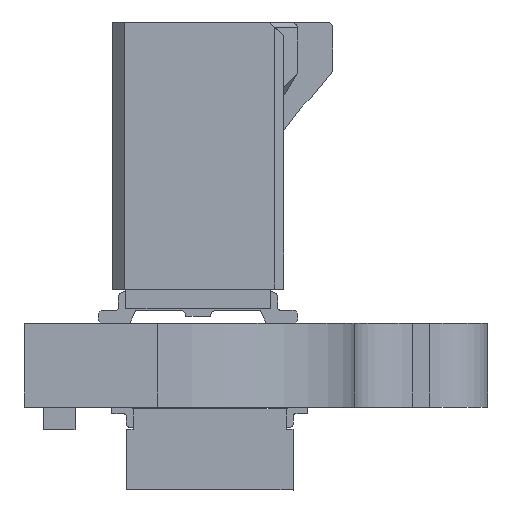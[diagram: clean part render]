
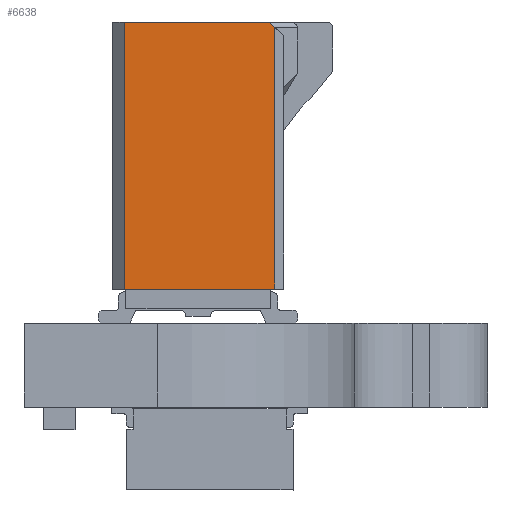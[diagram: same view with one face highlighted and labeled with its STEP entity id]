
A CAD part, left-side view. The second image highlights one B-rep face of the part: STEP entity #6638.
In plain terms, the highlighted face is planar.
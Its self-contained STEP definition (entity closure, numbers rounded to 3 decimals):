
#4701 = VERTEX_POINT('',#4702);
#4702 = CARTESIAN_POINT('',(28.988,-0.982,
    53.895));
#4708 = EDGE_CURVE('',#4701,#4709,#4711,.T.);
#4709 = VERTEX_POINT('',#4710);
#4710 = CARTESIAN_POINT('',(26.388,-0.982,
    53.895));
#4711 = LINE('',#4712,#4713);
#4712 = CARTESIAN_POINT('',(28.988,-0.982,
    53.895));
#4713 = VECTOR('',#4714,1.);
#4714 = DIRECTION('',(-1.,0.,0.));
#6618 = EDGE_CURVE('',#4701,#6619,#6621,.T.);
#6619 = VERTEX_POINT('',#6620);
#6620 = CARTESIAN_POINT('',(28.988,3.538,53.895
    ));
#6621 = LINE('',#6622,#6623);
#6622 = CARTESIAN_POINT('',(28.988,-0.982,
    53.895));
#6623 = VECTOR('',#6624,1.);
#6624 = DIRECTION('',(0.,1.,0.));
#6638 = ADVANCED_FACE('',(#6639),#6665,.T.);
#6639 = FACE_BOUND('',#6640,.T.);
#6640 = EDGE_LOOP('',(#6641,#6649,#6650,#6651,#6659));
#6641 = ORIENTED_EDGE('',*,*,#6642,.T.);
#6642 = EDGE_CURVE('',#6643,#4709,#6645,.T.);
#6643 = VERTEX_POINT('',#6644);
#6644 = CARTESIAN_POINT('',(26.388,3.628,53.895
    ));
#6645 = LINE('',#6646,#6647);
#6646 = CARTESIAN_POINT('',(26.388,3.628,53.895
    ));
#6647 = VECTOR('',#6648,1.);
#6648 = DIRECTION('',(0.,-1.,0.));
#6649 = ORIENTED_EDGE('',*,*,#4708,.F.);
#6650 = ORIENTED_EDGE('',*,*,#6618,.T.);
#6651 = ORIENTED_EDGE('',*,*,#6652,.T.);
#6652 = EDGE_CURVE('',#6619,#6653,#6655,.T.);
#6653 = VERTEX_POINT('',#6654);
#6654 = CARTESIAN_POINT('',(28.898,3.628,53.895
    ));
#6655 = LINE('',#6656,#6657);
#6656 = CARTESIAN_POINT('',(28.988,3.538,53.895
    ));
#6657 = VECTOR('',#6658,1.);
#6658 = DIRECTION('',(-0.707,0.707,0.));
#6659 = ORIENTED_EDGE('',*,*,#6660,.F.);
#6660 = EDGE_CURVE('',#6643,#6653,#6661,.T.);
#6661 = LINE('',#6662,#6663);
#6662 = CARTESIAN_POINT('',(26.388,3.628,53.895
    ));
#6663 = VECTOR('',#6664,1.);
#6664 = DIRECTION('',(1.,0.,0.));
#6665 = PLANE('',#6666);
#6666 = AXIS2_PLACEMENT_3D('',#6667,#6668,#6669);
#6667 = CARTESIAN_POINT('',(27.918,-1.022,53.895
    ));
#6668 = DIRECTION('',(0.,0.,1.));
#6669 = DIRECTION('',(1.,0.,0.));
